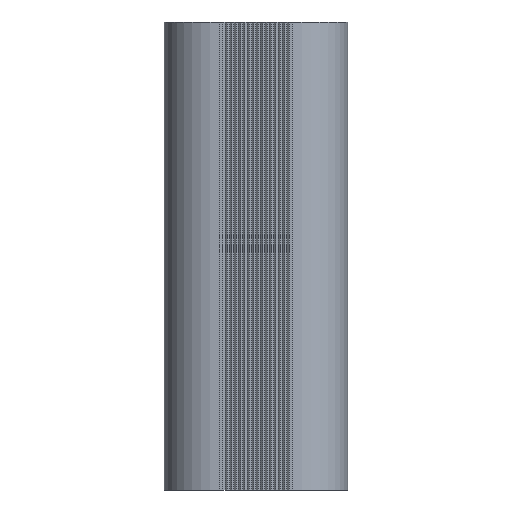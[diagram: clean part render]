
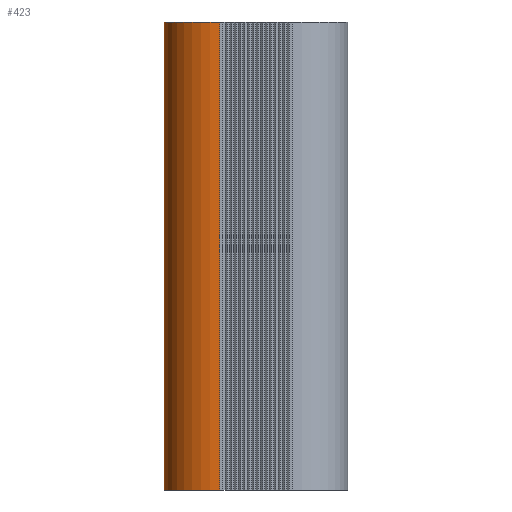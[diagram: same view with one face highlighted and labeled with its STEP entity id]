
A CAD part, left-side view. The second image highlights one B-rep face of the part: STEP entity #423.
In plain terms, the highlighted cylindrical face has radius 25 mm (diameter 50 mm), a partial arc.
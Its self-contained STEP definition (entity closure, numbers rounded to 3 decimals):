
#279 = ORIENTED_EDGE ( 'NONE', *, *, #3152, .T. ) ;
#344 = CARTESIAN_POINT ( 'NONE',  ( -16.5, 16.5, 0. ) ) ;
#423 = ADVANCED_FACE ( 'NONE', ( #1160 ), #2503, .T. ) ;
#438 = CIRCLE ( 'NONE', #1858, 25. ) ;
#512 = VERTEX_POINT ( 'NONE', #2775 ) ;
#661 = VERTEX_POINT ( 'NONE', #3201 ) ;
#698 = DIRECTION ( 'NONE',  ( -1., 0., 0. ) ) ;
#718 = AXIS2_PLACEMENT_3D ( 'NONE', #344, #1140, #3556 ) ;
#879 = DIRECTION ( 'NONE',  ( 0., 0., 1. ) ) ;
#1032 = LINE ( 'NONE', #1135, #3637 ) ;
#1111 = ORIENTED_EDGE ( 'NONE', *, *, #1806, .F. ) ;
#1112 = EDGE_CURVE ( 'NONE', #3934, #2014, #1032, .T. ) ;
#1135 = CARTESIAN_POINT ( 'NONE',  ( -41.5, 16.5, 212. ) ) ;
#1140 = DIRECTION ( 'NONE',  ( 0., 0., 1. ) ) ;
#1160 = FACE_OUTER_BOUND ( 'NONE', #1359, .T. ) ;
#1359 = EDGE_LOOP ( 'NONE', ( #279, #1531, #1111, #5209 ) ) ;
#1379 = CARTESIAN_POINT ( 'NONE',  ( -16.5, 41.5, 212. ) ) ;
#1531 = ORIENTED_EDGE ( 'NONE', *, *, #1112, .F. ) ;
#1559 = DIRECTION ( 'NONE',  ( 0., 0., -1. ) ) ;
#1806 = EDGE_CURVE ( 'NONE', #661, #3934, #438, .T. ) ;
#1854 = LINE ( 'NONE', #1379, #4992 ) ;
#1858 = AXIS2_PLACEMENT_3D ( 'NONE', #3279, #879, #2507 ) ;
#2014 = VERTEX_POINT ( 'NONE', #4436 ) ;
#2503 = CYLINDRICAL_SURFACE ( 'NONE', #4571, 25. ) ;
#2507 = DIRECTION ( 'NONE',  ( -1., 0., 0. ) ) ;
#2699 = CARTESIAN_POINT ( 'NONE',  ( -16.5, 16.5, 212. ) ) ;
#2775 = CARTESIAN_POINT ( 'NONE',  ( -16.5, 41.5, 0. ) ) ;
#2786 = DIRECTION ( 'NONE',  ( 0., 0., -1. ) ) ;
#3152 = EDGE_CURVE ( 'NONE', #512, #2014, #3814, .T. ) ;
#3201 = CARTESIAN_POINT ( 'NONE',  ( -16.5, 41.5, 212. ) ) ;
#3279 = CARTESIAN_POINT ( 'NONE',  ( -16.5, 16.5, 212. ) ) ;
#3556 = DIRECTION ( 'NONE',  ( -1., 0., 0. ) ) ;
#3637 = VECTOR ( 'NONE', #2786, 1000. ) ;
#3814 = CIRCLE ( 'NONE', #718, 25. ) ;
#3934 = VERTEX_POINT ( 'NONE', #5004 ) ;
#4295 = EDGE_CURVE ( 'NONE', #661, #512, #1854, .T. ) ;
#4436 = CARTESIAN_POINT ( 'NONE',  ( -41.5, 16.5, 0. ) ) ;
#4571 = AXIS2_PLACEMENT_3D ( 'NONE', #2699, #1559, #698 ) ;
#4992 = VECTOR ( 'NONE', #4997, 1000. ) ;
#4997 = DIRECTION ( 'NONE',  ( 0., 0., -1. ) ) ;
#5004 = CARTESIAN_POINT ( 'NONE',  ( -41.5, 16.5, 212. ) ) ;
#5209 = ORIENTED_EDGE ( 'NONE', *, *, #4295, .T. ) ;
